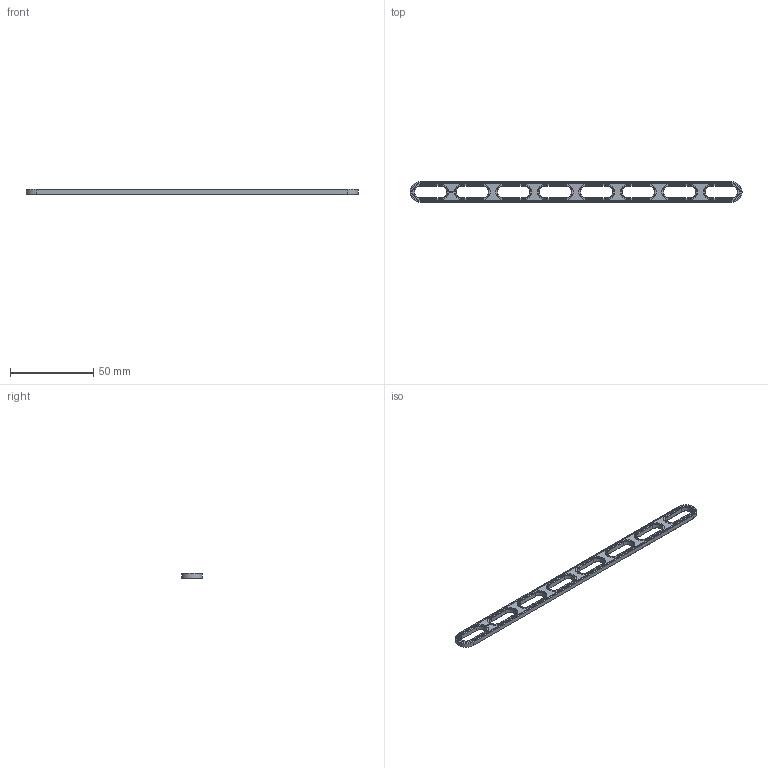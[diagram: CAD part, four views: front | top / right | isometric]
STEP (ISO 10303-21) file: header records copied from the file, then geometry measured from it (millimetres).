
FILE_DESCRIPTION(('FreeCAD Model'),'2;1');
FILE_NAME('Open CASCADE Shape Model','2021-03-28T15:04:10',('Author'),( ''),'Open CASCADE STEP processor 7.4','FreeCAD','Unknown');
FILE_SCHEMA(('AUTOMOTIVE_DESIGN { 1 0 10303 214 1 1 1 1 }'));
Length unit declared in the file: millimetre
Products named in the file (1): Brace_STR_SLT_SQT_ERR_BU16x01x00.25x02_-_SPN-BRC-0434_(stemfie.org)
Bounding box: 200 x 12.5 x 3.12 mm (x, y, z)
Volume: 4374 mm3; surface area: 5279.2 mm2
Topology: 1 solids, 1 shells, 709 faces, 1889 edges, 1218 vertices
Faces by surface type: plane 463, extrusion 174, cone 36, cylinder 36
Entity records: 47556 total; most frequent: CARTESIAN_POINT 10815, DIRECTION 6131, VECTOR 4715, LINE 4541, ORIENTED_EDGE 3778, PCURVE 3778, DEFINITIONAL_REPRESENTATION 3778, EDGE_CURVE 1889
